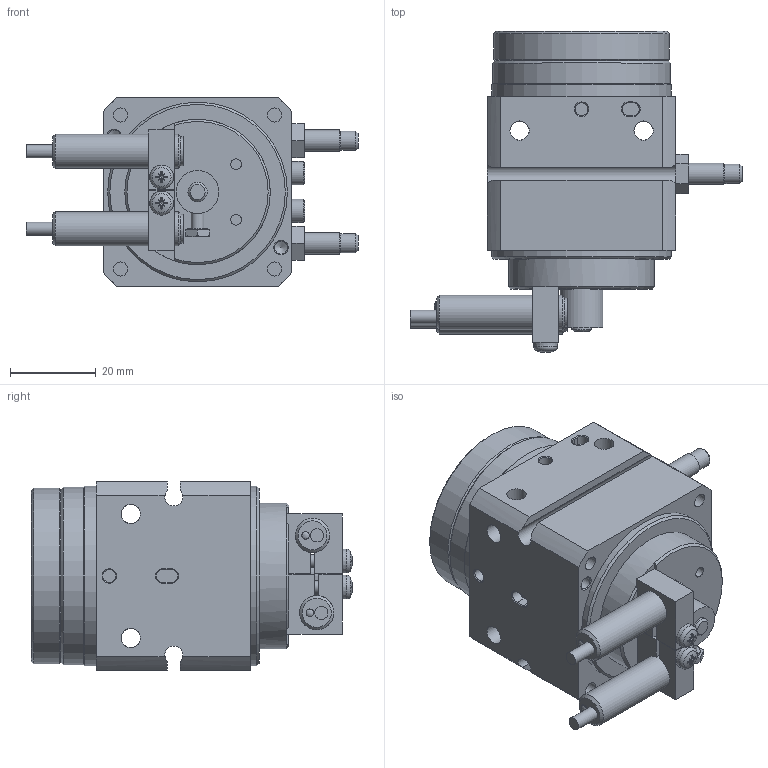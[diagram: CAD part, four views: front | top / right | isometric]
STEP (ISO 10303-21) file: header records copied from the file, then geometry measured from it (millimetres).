
FILE_DESCRIPTION(/* description */ (''),/* implementation_level */ '2;1');
FILE_NAME(/* name */ 'ARP 3 CA RO V8.stp',/* time_stamp */ '2019-11-06T15:36:31+01:00',/* author */ ('Emilio'),/* organization */ (''),/* preprocessor_version */ 'ST-DEVELOPER v17',/* originating_system */ 'Autodesk Inventor 2019',/* authorisation */ '');
FILE_SCHEMA (('AUTOMOTIVE_DESIGN { 1 0 10303 214 3 1 1 }'));
Length unit declared in the file: millimetre
Products named in the file (8): ARP 3 CA RO; Corpo; Rotore; BALLUFF BMF 08M-PS-C-2-KPU-051; DIN EN ISO 7045 - M3 x 16 - 4.8 - Z; ARP CAMMA; PGC-16-STAFFETTA; ISO 4017 - M3 x 8
Assembly tree (10 placements, depth 2):
  ARP 3 CA RO
    Corpo
    Rotore
    BALLUFF BMF 08M-PS-C-2-KPU-051  x2
    DIN EN ISO 7045 - M3 x 16 - 4.8 - Z  x2
    ARP CAMMA
    PGC-16-STAFFETTA  x2
    ISO 4017 - M3 x 8
Bounding box: 77.6 x 75.07 x 44 mm (x, y, z)
Volume: 95650.1 mm3; surface area: 29036 mm2
Topology: 10 solids, 10 shells, 363 faces, 1005 edges, 696 vertices
Faces by surface type: plane 159, cylinder 104, cone 82, torus 14, sphere 4
Full cylindrical faces by diameter (mm): 1.8 x2, 2.459 x1, 2.5 x2, 2.729 x2, 3 x11, 3.1 x2, 3.2 x4, 3.3 x16, 4.2 x2, 4.5 x15, 4.57 x1, 5 x3, 5.2 x1, 5.5 x2, 6.5 x1, 6.773 x2, 8 x3, 10 x2, 15 x1, 17 x1, 21 x2, 24.8 x1, 25 x1, 34 x1, 41 x1, 41.5 x1, 42 x2
Entity records: 10693 total; most frequent: CARTESIAN_POINT 2223, DIRECTION 1851, ORIENTED_EDGE 1648, EDGE_CURVE 824, AXIS2_PLACEMENT_3D 775, VERTEX_POINT 576, CIRCLE 415, EDGE_LOOP 388
